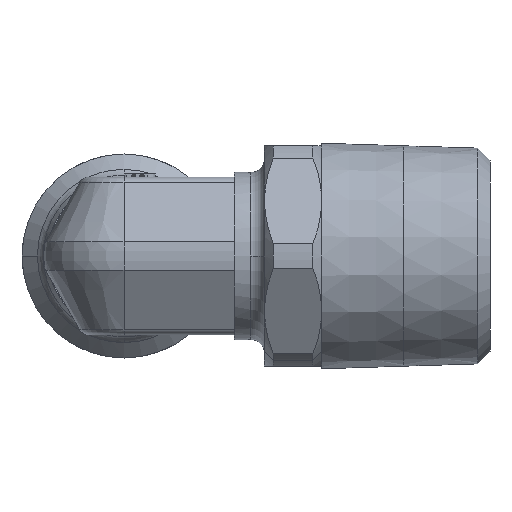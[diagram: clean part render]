
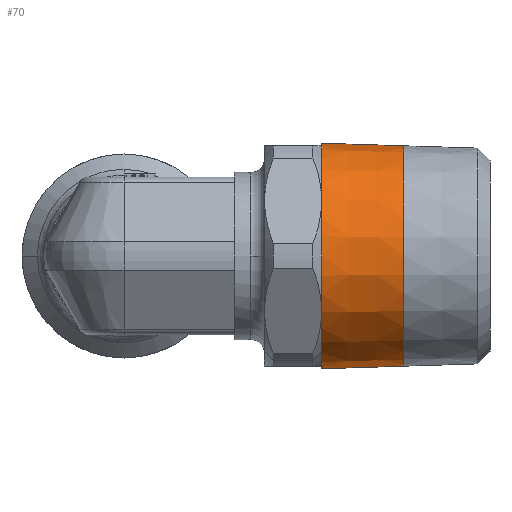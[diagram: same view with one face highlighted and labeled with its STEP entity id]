
A CAD part, left-side view. The second image highlights one B-rep face of the part: STEP entity #70.
In plain terms, the highlighted conical face has half-angle 1.79 degrees and reference radius 10.489 mm.
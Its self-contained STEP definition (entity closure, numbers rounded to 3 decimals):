
#70=ADVANCED_FACE('',(#259),#260,.T.);
#259=FACE_OUTER_BOUND('',#600,.T.);
#260=CONICAL_SURFACE('',#601,10.489,0.031);
#600=EDGE_LOOP('',(#1099,#1100,#1101,#1102));
#601=AXIS2_PLACEMENT_3D('',#1103,#1104,#1105);
#1099=ORIENTED_EDGE('',*,*,#2310,.F.);
#1100=ORIENTED_EDGE('',*,*,#2311,.T.);
#1101=ORIENTED_EDGE('',*,*,#2312,.F.);
#1102=ORIENTED_EDGE('',*,*,#2313,.F.);
#1103=CARTESIAN_POINT('',(0.0,-26.219,0.0));
#1104=DIRECTION('',(-0.0,1.0,0.0));
#1105=DIRECTION('',(0.,0.0,-1.0));
#2310=EDGE_CURVE('',#2814,#2815,#2816,.T.);
#2311=EDGE_CURVE('',#2814,#2817,#2818,.T.);
#2312=EDGE_CURVE('',#2819,#2817,#2820,.T.);
#2313=EDGE_CURVE('',#2815,#2819,#2821,.T.);
#2814=VERTEX_POINT('',#3686);
#2815=VERTEX_POINT('',#3687);
#2816=LINE('',#3688,#3689);
#2817=VERTEX_POINT('',#3690);
#2818=CIRCLE('',#3691,10.478);
#2819=VERTEX_POINT('',#3692);
#2820=LINE('',#3693,#3694);
#2821=CIRCLE('',#3695,10.721);
#3686=CARTESIAN_POINT('',(0.,-26.598,-10.478));
#3687=CARTESIAN_POINT('',(0.,-18.8,-10.721));
#3688=CARTESIAN_POINT('',(0.,-26.219,-10.489));
#3689=VECTOR('',#4913,1.0);
#3690=CARTESIAN_POINT('',(0.,-26.598,10.478));
#3691=AXIS2_PLACEMENT_3D('',#4914,#4915,#4916);
#3692=CARTESIAN_POINT('',(0.,-18.8,10.721));
#3693=CARTESIAN_POINT('',(0.,-26.219,10.489));
#3694=VECTOR('',#4917,1.0);
#3695=AXIS2_PLACEMENT_3D('',#4918,#4919,#4920);
#4913=DIRECTION('',(0.,1.,-0.031));
#4914=CARTESIAN_POINT('',(0.0,-26.6,0.0));
#4915=DIRECTION('',(0.0,1.0,0.0));
#4916=DIRECTION('',(0.,0.0,-1.0));
#4917=DIRECTION('',(0.,-1.,-0.031));
#4918=CARTESIAN_POINT('',(0.0,-18.8,0.0));
#4919=DIRECTION('',(0.0,1.0,0.0));
#4920=DIRECTION('',(0.,0.0,-1.0));
